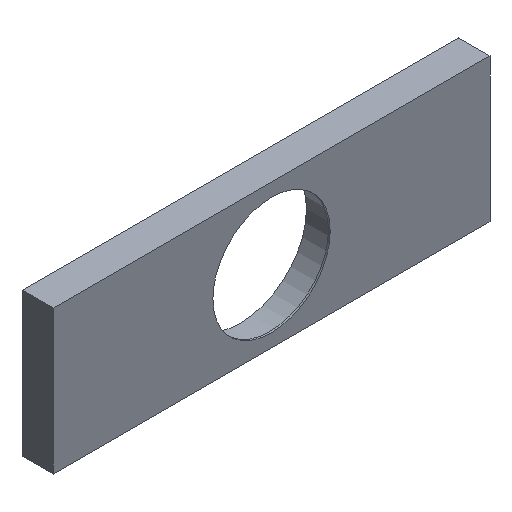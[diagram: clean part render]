
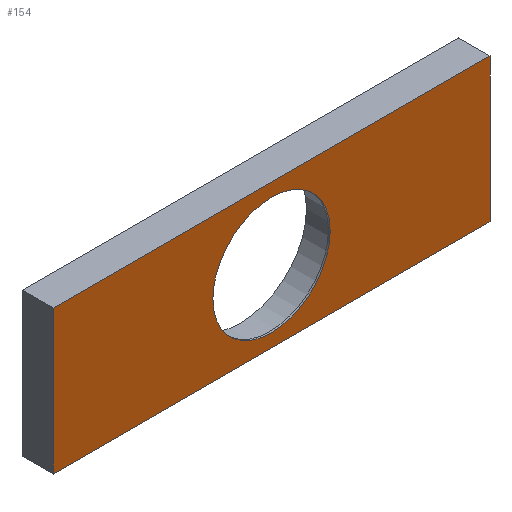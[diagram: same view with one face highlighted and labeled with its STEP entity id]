
A CAD part, isometric view. The second image highlights one B-rep face of the part: STEP entity #154.
In plain terms, the highlighted planar face has unit normal (0, -1, 0).
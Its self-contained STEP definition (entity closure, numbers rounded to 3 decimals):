
#17=FACE_BOUND('',#45,.T.);
#24=PLANE('',#187);
#33=FACE_OUTER_BOUND('',#44,.T.);
#44=EDGE_LOOP('',(#139,#140,#141,#142));
#45=EDGE_LOOP('',(#143));
#52=LINE('',#255,#66);
#55=LINE('',#260,#69);
#57=LINE('',#264,#71);
#59=LINE('',#267,#73);
#66=VECTOR('',#212,10.);
#69=VECTOR('',#217,10.);
#71=VECTOR('',#221,10.);
#73=VECTOR('',#225,10.);
#77=CIRCLE('',#181,10.);
#85=VERTEX_POINT('',#249);
#86=VERTEX_POINT('',#253);
#87=VERTEX_POINT('',#254);
#88=VERTEX_POINT('',#259);
#89=VERTEX_POINT('',#263);
#99=EDGE_CURVE('',#85,#85,#77,.T.);
#100=EDGE_CURVE('',#86,#87,#52,.T.);
#103=EDGE_CURVE('',#88,#86,#55,.T.);
#105=EDGE_CURVE('',#89,#88,#57,.T.);
#107=EDGE_CURVE('',#87,#89,#59,.T.);
#139=ORIENTED_EDGE('',*,*,#107,.F.);
#140=ORIENTED_EDGE('',*,*,#100,.F.);
#141=ORIENTED_EDGE('',*,*,#103,.F.);
#142=ORIENTED_EDGE('',*,*,#105,.F.);
#143=ORIENTED_EDGE('',*,*,#99,.F.);
#154=ADVANCED_FACE('',(#33,#17),#24,.F.);
#181=AXIS2_PLACEMENT_3D('',#251,#208,#209);
#187=AXIS2_PLACEMENT_3D('',#269,#228,#229);
#208=DIRECTION('center_axis',(0.,-1.,0.));
#209=DIRECTION('ref_axis',(1.,0.,0.));
#212=DIRECTION('',(1.,0.,0.));
#217=DIRECTION('',(0.,0.,1.));
#221=DIRECTION('',(-1.,0.,0.));
#225=DIRECTION('',(0.,0.,-1.));
#228=DIRECTION('center_axis',(0.,1.,0.));
#229=DIRECTION('ref_axis',(0.,0.,1.));
#249=CARTESIAN_POINT('',(-10.,0.,0.));
#251=CARTESIAN_POINT('Origin',(0.,0.,0.));
#253=CARTESIAN_POINT('',(-37.25,0.,12.25));
#254=CARTESIAN_POINT('',(37.25,0.,12.25));
#255=CARTESIAN_POINT('',(-37.25,0.,12.25));
#259=CARTESIAN_POINT('',(-37.25,0.,-12.25));
#260=CARTESIAN_POINT('',(-37.25,0.,-12.25));
#263=CARTESIAN_POINT('',(37.25,0.,-12.25));
#264=CARTESIAN_POINT('',(37.25,0.,-12.25));
#267=CARTESIAN_POINT('',(37.25,0.,12.25));
#269=CARTESIAN_POINT('Origin',(0.,0.,0.));
